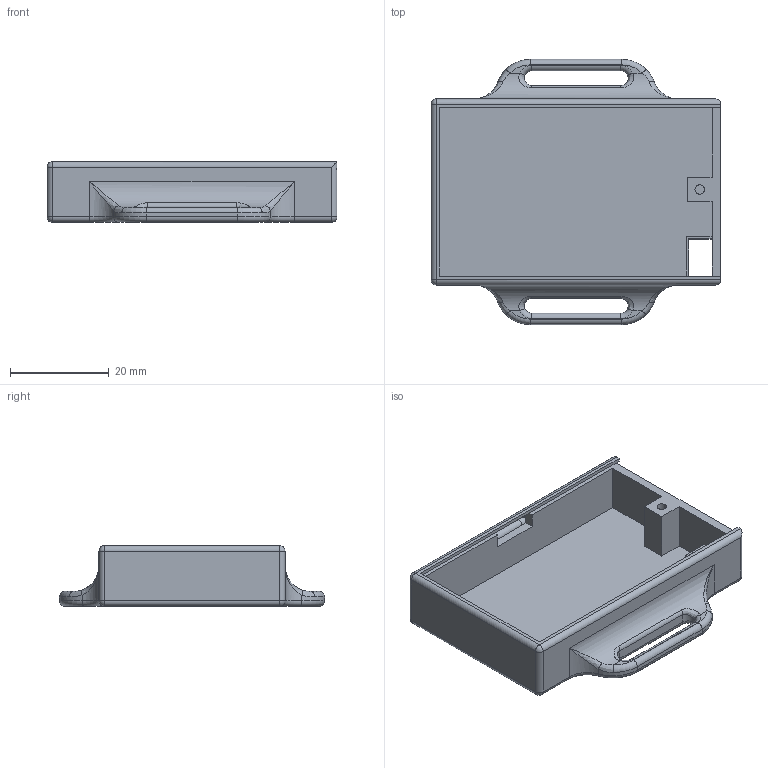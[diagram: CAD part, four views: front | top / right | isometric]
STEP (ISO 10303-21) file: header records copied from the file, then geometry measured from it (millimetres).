
FILE_DESCRIPTION(/* description */ (''),/* implementation_level */ '2;1');
FILE_NAME(/* name */ 'CaseOnStraps.step',/* time_stamp */ '2020-02-23T10:02:28+01:00',/* author */ (''),/* organization */ (''),/* preprocessor_version */ 'ST-DEVELOPER v18',/* originating_system */ 'Autodesk Translation Framework v8.12.0.6',/* authorisation */ '');
FILE_SCHEMA (('AUTOMOTIVE_DESIGN { 1 0 10303 214 3 1 1 }'));
Length unit declared in the file: millimetre
Products named in the file (1): CaseOnStraps
Bounding box: 58.6 x 53.6 x 12.25 mm (x, y, z)
Volume: 7284.9 mm3; surface area: 9684.2 mm2
Topology: 1 solids, 1 shells, 124 faces, 308 edges, 178 vertices
Faces by surface type: cylinder 44, plane 42, torus 20, bspline 12, sphere 6
Full cylindrical faces by diameter (mm): 1.9 x1
Entity records: 4015 total; most frequent: CARTESIAN_POINT 1041, DIRECTION 638, ORIENTED_EDGE 608, EDGE_CURVE 304, AXIS2_PLACEMENT_3D 237, VERTEX_POINT 178, LINE 164, VECTOR 164
